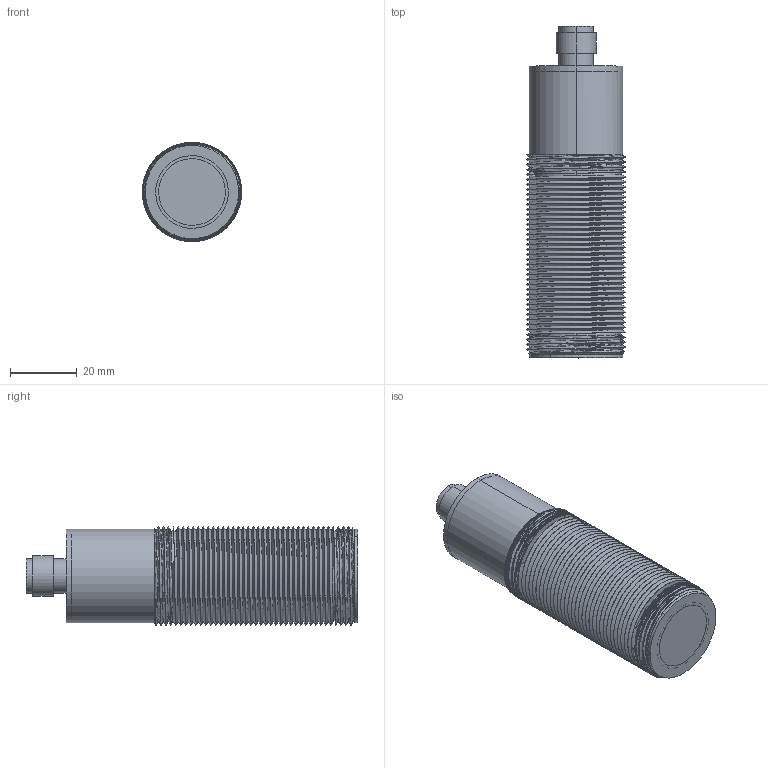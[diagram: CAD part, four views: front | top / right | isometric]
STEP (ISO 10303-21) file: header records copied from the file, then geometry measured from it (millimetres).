
FILE_DESCRIPTION (( 'STEP AP214' ), '1' );
FILE_NAME ('UKS3000-M30总长100，螺纹50.STEP', '2024-10-29T05:11:02', ( '' ), ( '' ), 'SwSTEP 2.0', 'SolidWorks 2023', '' );
FILE_SCHEMA (( 'AUTOMOTIVE_DESIGN' ));
Length unit declared in the file: millimetre
Products named in the file (5): D30探头无线-KM01-240224.STEP; UKS3000-M30总长100，螺纹50.STEP; UKS3000-M30总长100，螺纹50; M30x85铜外壳-真螺纹.STEP; D30-4Pin-透明尾插-外购－无螺纹.STEP
Assembly tree (4 placements, depth 3):
  UKS3000-M30总长100，螺纹50
    UKS3000-M30总长100，螺纹50.STEP
      M30x85铜外壳-真螺纹.STEP
      D30-4Pin-透明尾插-外购－无螺纹.STEP
      D30探头无线-KM01-240224.STEP
Bounding box: 29.75 x 99.54 x 29.76 mm (x, y, z)
Volume: 14053.8 mm3; surface area: 27497.1 mm2
Topology: 5 solids, 5 shells, 289 faces, 740 edges, 486 vertices
Faces by surface type: cylinder 222, plane 35, torus 20, cone 9, bspline 3
Entity records: 17891 total; most frequent: CARTESIAN_POINT 11413, ORIENTED_EDGE 1480, DIRECTION 1174, EDGE_CURVE 740, VERTEX_POINT 486, AXIS2_PLACEMENT_3D 473, EDGE_LOOP 318, ADVANCED_FACE 289
